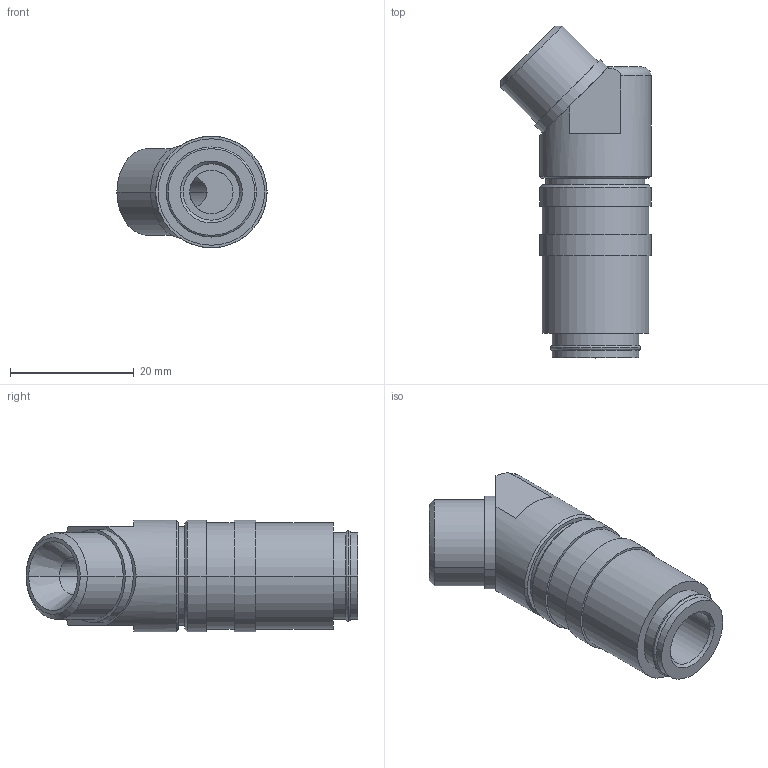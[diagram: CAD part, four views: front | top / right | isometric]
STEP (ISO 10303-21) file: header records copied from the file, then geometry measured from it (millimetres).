
FILE_DESCRIPTION(('STEP AP214'),'1');
FILE_NAME('eshme1415a-45ab.stp','2020-04-22T06:06:42',('TraceParts'),('TraceParts S.A.'),'Spatial InterOp 3D',' ',' ');
FILE_SCHEMA(('automotive_design'));
Length unit declared in the file: millimetre
Products named in the file (1): 1
Bounding box: 24.25 x 53.61 x 18 mm (x, y, z)
Volume: 9382.6 mm3; surface area: 4668.3 mm2
Topology: 1 solids, 1 shells, 58 faces, 124 edges, 77 vertices
Faces by surface type: cylinder 26, plane 17, cone 10, torus 5
Entity records: 2303 total; most frequent: CARTESIAN_POINT 506, DIRECTION 309, ORIENTED_EDGE 248, AXIS2_PLACEMENT_3D 132, EDGE_CURVE 124, VERTEX_POINT 77, EDGE_LOOP 69, CIRCLE 69
